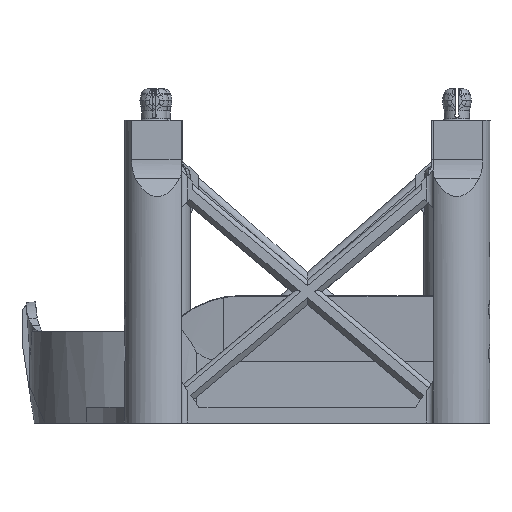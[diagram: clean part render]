
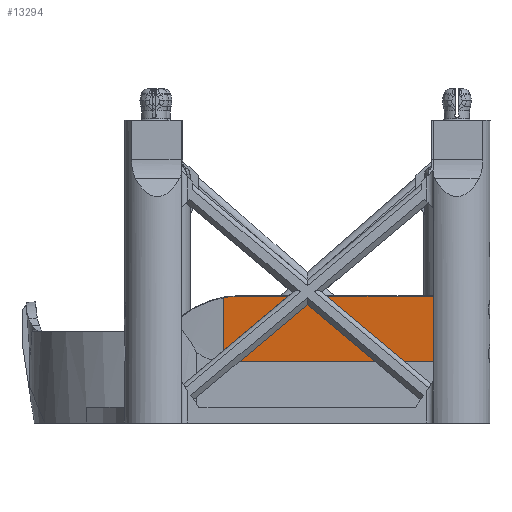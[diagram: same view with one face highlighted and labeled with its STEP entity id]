
A CAD part, left-side view. The second image highlights one B-rep face of the part: STEP entity #13294.
In plain terms, the highlighted planar face has unit normal (-0.997, 0, -0.074).
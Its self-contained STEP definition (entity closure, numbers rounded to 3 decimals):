
#486=PLANE('',#14151);
#807=CIRCLE('',#14152,29.);
#1322=FACE_OUTER_BOUND('',#2089,.T.);
#2089=EDGE_LOOP('',(#9347,#9348,#9349,#9350,#9351));
#2976=LINE('',#19820,#4031);
#2978=LINE('',#19825,#4033);
#2980=LINE('',#19831,#4035);
#2981=LINE('',#19834,#4036);
#4031=VECTOR('',#15741,3.);
#4033=VECTOR('',#15747,10.);
#4035=VECTOR('',#15753,10.);
#4036=VECTOR('',#15756,10.);
#5558=VERTEX_POINT('',#19816);
#5559=VERTEX_POINT('',#19818);
#5560=VERTEX_POINT('',#19824);
#5562=VERTEX_POINT('',#19830);
#5563=VERTEX_POINT('',#19832);
#7002=EDGE_CURVE('',#5559,#5558,#2976,.T.);
#7004=EDGE_CURVE('',#5558,#5560,#2978,.T.);
#7007=EDGE_CURVE('',#5559,#5562,#2980,.T.);
#7008=EDGE_CURVE('',#5563,#5562,#807,.T.);
#7009=EDGE_CURVE('',#5560,#5563,#2981,.T.);
#9347=ORIENTED_EDGE('',*,*,#7002,.F.);
#9348=ORIENTED_EDGE('',*,*,#7007,.T.);
#9349=ORIENTED_EDGE('',*,*,#7008,.F.);
#9350=ORIENTED_EDGE('',*,*,#7009,.F.);
#9351=ORIENTED_EDGE('',*,*,#7004,.F.);
#13294=ADVANCED_FACE('',(#1322),#486,.T.);
#14151=AXIS2_PLACEMENT_3D('',#19829,#15751,#15752);
#14152=AXIS2_PLACEMENT_3D('',#19833,#15754,#15755);
#15741=DIRECTION('',(0.074,0.,-0.997));
#15747=DIRECTION('',(0.,1.,0.));
#15751=DIRECTION('center_axis',(-0.997,0.,-0.074));
#15752=DIRECTION('ref_axis',(0.,-1.,0.));
#15753=DIRECTION('',(0.,1.,0.));
#15754=DIRECTION('center_axis',(0.997,0.,0.074));
#15755=DIRECTION('ref_axis',(-0.068,0.383,0.921));
#15756=DIRECTION('',(-0.074,0.,0.997));
#19816=CARTESIAN_POINT('',(30.7,13.,19.439));
#19818=CARTESIAN_POINT('',(29.161,13.,40.21));
#19820=CARTESIAN_POINT('',(30.454,13.,22.758));
#19824=CARTESIAN_POINT('',(30.7,83.155,19.439));
#19825=CARTESIAN_POINT('',(30.7,50.5,19.439));
#19829=CARTESIAN_POINT('Origin',(30.454,52.5,22.758));
#19830=CARTESIAN_POINT('',(29.161,77.988,40.21));
#19831=CARTESIAN_POINT('',(29.161,52.5,40.21));
#19832=CARTESIAN_POINT('',(29.196,83.155,39.747));
#19833=CARTESIAN_POINT('Origin',(31.304,77.988,11.289));
#19834=CARTESIAN_POINT('',(30.454,83.155,22.758));
